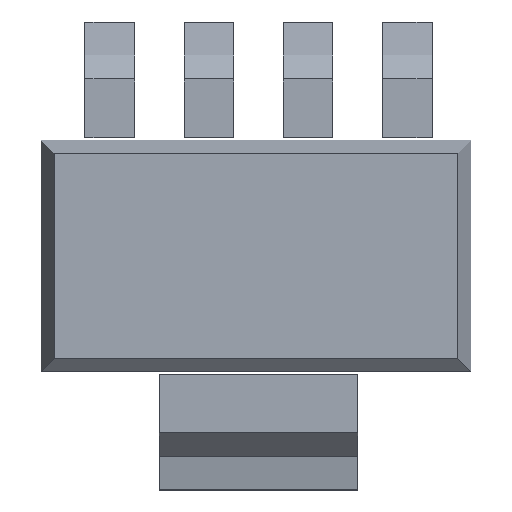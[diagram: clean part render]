
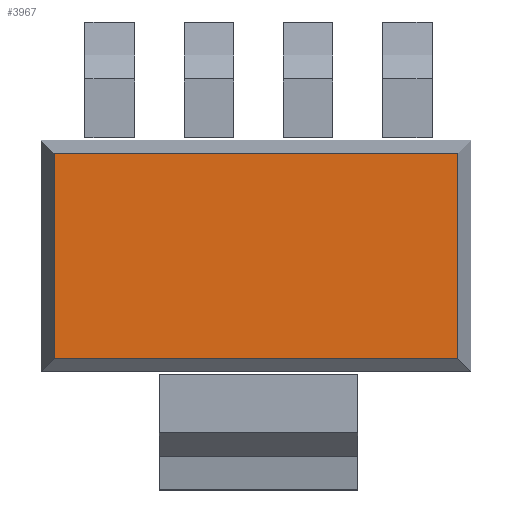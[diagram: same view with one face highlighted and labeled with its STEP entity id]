
A CAD part, top view. The second image highlights one B-rep face of the part: STEP entity #3967.
In plain terms, the highlighted planar face has unit normal (0, 0, 1).
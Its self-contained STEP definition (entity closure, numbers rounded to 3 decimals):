
#3352 = PLANE('',#3353);
#3353 = AXIS2_PLACEMENT_3D('',#3354,#3355,#3356);
#3354 = CARTESIAN_POINT('',(-1.789,1.888,1.35));
#3355 = DIRECTION('',(0.,-0.928,0.371));
#3356 = DIRECTION('',(1.,0.,0.));
#3465 = PLANE('',#3466);
#3466 = AXIS2_PLACEMENT_3D('',#3467,#3468,#3469);
#3467 = CARTESIAN_POINT('',(-1.689,5.288,1.35));
#3468 = DIRECTION('',(-0.928,0.,0.371));
#3469 = DIRECTION('',(0.,-1.,0.));
#3589 = VERTEX_POINT('',#3590);
#3590 = CARTESIAN_POINT('',(-1.589,1.988,1.6));
#3613 = VERTEX_POINT('',#3614);
#3614 = CARTESIAN_POINT('',(4.511,1.988,1.6));
#3628 = PLANE('',#3629);
#3629 = AXIS2_PLACEMENT_3D('',#3630,#3631,#3632);
#3630 = CARTESIAN_POINT('',(4.611,1.788,1.35));
#3631 = DIRECTION('',(0.928,0.,0.371));
#3632 = DIRECTION('',(0.,1.,0.));
#3640 = EDGE_CURVE('',#3589,#3613,#3641,.T.);
#3641 = SURFACE_CURVE('',#3642,(#3646,#3653),.PCURVE_S1.);
#3642 = LINE('',#3643,#3644);
#3643 = CARTESIAN_POINT('',(-1.789,1.988,1.6));
#3644 = VECTOR('',#3645,1.);
#3645 = DIRECTION('',(1.,0.,0.));
#3646 = PCURVE('',#3352,#3647);
#3647 = DEFINITIONAL_REPRESENTATION('',(#3648),#3652);
#3648 = LINE('',#3649,#3650);
#3649 = CARTESIAN_POINT('',(0.,0.269));
#3650 = VECTOR('',#3651,1.);
#3651 = DIRECTION('',(1.,0.));
#3652 = ( GEOMETRIC_REPRESENTATION_CONTEXT(2) 
PARAMETRIC_REPRESENTATION_CONTEXT() REPRESENTATION_CONTEXT('2D SPACE',''
  ) );
#3653 = PCURVE('',#3654,#3659);
#3654 = PLANE('',#3655);
#3655 = AXIS2_PLACEMENT_3D('',#3656,#3657,#3658);
#3656 = CARTESIAN_POINT('',(-1.789,1.788,1.6));
#3657 = DIRECTION('',(0.,0.,-1.));
#3658 = DIRECTION('',(-1.,0.,0.));
#3659 = DEFINITIONAL_REPRESENTATION('',(#3660),#3664);
#3660 = LINE('',#3661,#3662);
#3661 = CARTESIAN_POINT('',(0.,0.2));
#3662 = VECTOR('',#3663,1.);
#3663 = DIRECTION('',(-1.,0.));
#3664 = ( GEOMETRIC_REPRESENTATION_CONTEXT(2) 
PARAMETRIC_REPRESENTATION_CONTEXT() REPRESENTATION_CONTEXT('2D SPACE',''
  ) );
#3755 = PLANE('',#3756);
#3756 = AXIS2_PLACEMENT_3D('',#3757,#3758,#3759);
#3757 = CARTESIAN_POINT('',(4.711,5.188,1.35));
#3758 = DIRECTION('',(0.,0.928,0.371));
#3759 = DIRECTION('',(-1.,0.,0.));
#3847 = VERTEX_POINT('',#3848);
#3848 = CARTESIAN_POINT('',(-1.589,5.088,1.6));
#3871 = EDGE_CURVE('',#3847,#3589,#3872,.T.);
#3872 = SURFACE_CURVE('',#3873,(#3877,#3884),.PCURVE_S1.);
#3873 = LINE('',#3874,#3875);
#3874 = CARTESIAN_POINT('',(-1.589,5.288,1.6));
#3875 = VECTOR('',#3876,1.);
#3876 = DIRECTION('',(0.,-1.,0.));
#3877 = PCURVE('',#3465,#3878);
#3878 = DEFINITIONAL_REPRESENTATION('',(#3879),#3883);
#3879 = LINE('',#3880,#3881);
#3880 = CARTESIAN_POINT('',(0.,0.269));
#3881 = VECTOR('',#3882,1.);
#3882 = DIRECTION('',(1.,0.));
#3883 = ( GEOMETRIC_REPRESENTATION_CONTEXT(2) 
PARAMETRIC_REPRESENTATION_CONTEXT() REPRESENTATION_CONTEXT('2D SPACE',''
  ) );
#3884 = PCURVE('',#3654,#3885);
#3885 = DEFINITIONAL_REPRESENTATION('',(#3886),#3890);
#3886 = LINE('',#3887,#3888);
#3887 = CARTESIAN_POINT('',(-0.2,3.5));
#3888 = VECTOR('',#3889,1.);
#3889 = DIRECTION('',(0.,-1.));
#3890 = ( GEOMETRIC_REPRESENTATION_CONTEXT(2) 
PARAMETRIC_REPRESENTATION_CONTEXT() REPRESENTATION_CONTEXT('2D SPACE',''
  ) );
#3967 = ADVANCED_FACE('',(#3968),#3654,.F.);
#3968 = FACE_BOUND('',#3969,.F.);
#3969 = EDGE_LOOP('',(#3970,#3971,#3972,#3995));
#3970 = ORIENTED_EDGE('',*,*,#3640,.F.);
#3971 = ORIENTED_EDGE('',*,*,#3871,.F.);
#3972 = ORIENTED_EDGE('',*,*,#3973,.F.);
#3973 = EDGE_CURVE('',#3974,#3847,#3976,.T.);
#3974 = VERTEX_POINT('',#3975);
#3975 = CARTESIAN_POINT('',(4.511,5.088,1.6));
#3976 = SURFACE_CURVE('',#3977,(#3981,#3988),.PCURVE_S1.);
#3977 = LINE('',#3978,#3979);
#3978 = CARTESIAN_POINT('',(4.711,5.088,1.6));
#3979 = VECTOR('',#3980,1.);
#3980 = DIRECTION('',(-1.,0.,0.));
#3981 = PCURVE('',#3654,#3982);
#3982 = DEFINITIONAL_REPRESENTATION('',(#3983),#3987);
#3983 = LINE('',#3984,#3985);
#3984 = CARTESIAN_POINT('',(-6.5,3.3));
#3985 = VECTOR('',#3986,1.);
#3986 = DIRECTION('',(1.,0.));
#3987 = ( GEOMETRIC_REPRESENTATION_CONTEXT(2) 
PARAMETRIC_REPRESENTATION_CONTEXT() REPRESENTATION_CONTEXT('2D SPACE',''
  ) );
#3988 = PCURVE('',#3755,#3989);
#3989 = DEFINITIONAL_REPRESENTATION('',(#3990),#3994);
#3990 = LINE('',#3991,#3992);
#3991 = CARTESIAN_POINT('',(0.,0.269));
#3992 = VECTOR('',#3993,1.);
#3993 = DIRECTION('',(1.,0.));
#3994 = ( GEOMETRIC_REPRESENTATION_CONTEXT(2) 
PARAMETRIC_REPRESENTATION_CONTEXT() REPRESENTATION_CONTEXT('2D SPACE',''
  ) );
#3995 = ORIENTED_EDGE('',*,*,#3996,.F.);
#3996 = EDGE_CURVE('',#3613,#3974,#3997,.T.);
#3997 = SURFACE_CURVE('',#3998,(#4002,#4009),.PCURVE_S1.);
#3998 = LINE('',#3999,#4000);
#3999 = CARTESIAN_POINT('',(4.511,1.788,1.6));
#4000 = VECTOR('',#4001,1.);
#4001 = DIRECTION('',(0.,1.,0.));
#4002 = PCURVE('',#3654,#4003);
#4003 = DEFINITIONAL_REPRESENTATION('',(#4004),#4008);
#4004 = LINE('',#4005,#4006);
#4005 = CARTESIAN_POINT('',(-6.3,0.));
#4006 = VECTOR('',#4007,1.);
#4007 = DIRECTION('',(0.,1.));
#4008 = ( GEOMETRIC_REPRESENTATION_CONTEXT(2) 
PARAMETRIC_REPRESENTATION_CONTEXT() REPRESENTATION_CONTEXT('2D SPACE',''
  ) );
#4009 = PCURVE('',#3628,#4010);
#4010 = DEFINITIONAL_REPRESENTATION('',(#4011),#4015);
#4011 = LINE('',#4012,#4013);
#4012 = CARTESIAN_POINT('',(0.,0.269));
#4013 = VECTOR('',#4014,1.);
#4014 = DIRECTION('',(1.,0.));
#4015 = ( GEOMETRIC_REPRESENTATION_CONTEXT(2) 
PARAMETRIC_REPRESENTATION_CONTEXT() REPRESENTATION_CONTEXT('2D SPACE',''
  ) );
